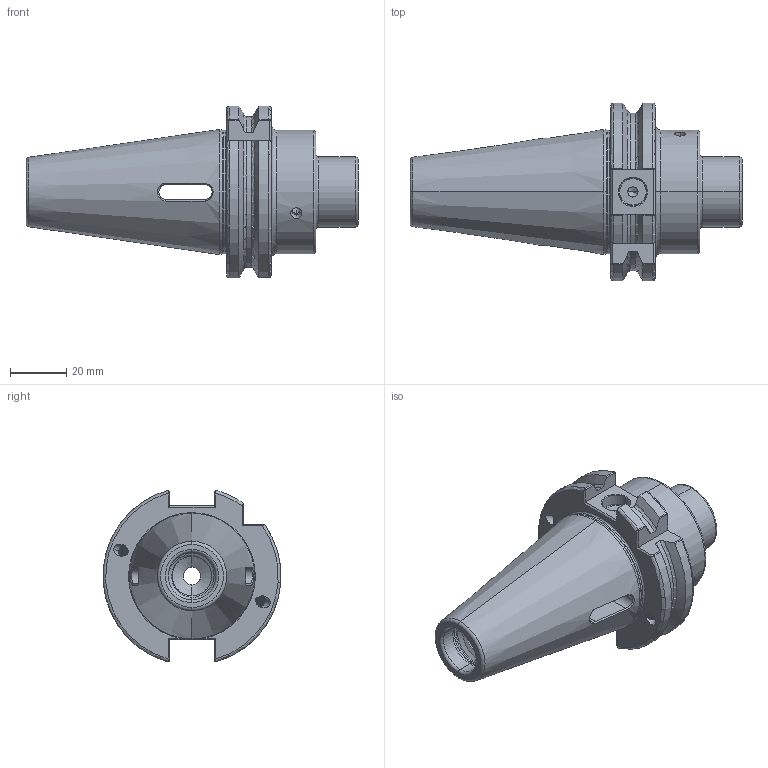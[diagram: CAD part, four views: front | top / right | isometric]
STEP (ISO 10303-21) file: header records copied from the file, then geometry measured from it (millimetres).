
FILE_DESCRIPTION (( 'STEP AP203' ), '1' );
FILE_NAME ('403.07.01.STEP', '2016-07-16T06:32:01', ( '' ), ( '' ), 'SwSTEP 2.0', 'SolidWorks 2012', '' );
FILE_SCHEMA (( 'CONFIG_CONTROL_DESIGN' ));
Length unit declared in the file: millimetre
Products named in the file (1): 403.07.01
Bounding box: 118.4 x 63.34 x 61.24 mm (x, y, z)
Volume: 126043.5 mm3; surface area: 27404.1 mm2
Topology: 1 solids, 1 shells, 273 faces, 722 edges, 445 vertices
Faces by surface type: cylinder 110, plane 56, cone 41, torus 39, bspline 27
Entity records: 16721 total; most frequent: CARTESIAN_POINT 10596, ORIENTED_EDGE 1424, DIRECTION 1082, EDGE_CURVE 712, VERTEX_POINT 445, AXIS2_PLACEMENT_3D 425, EDGE_LOOP 291, FACE_OUTER_BOUND 273
